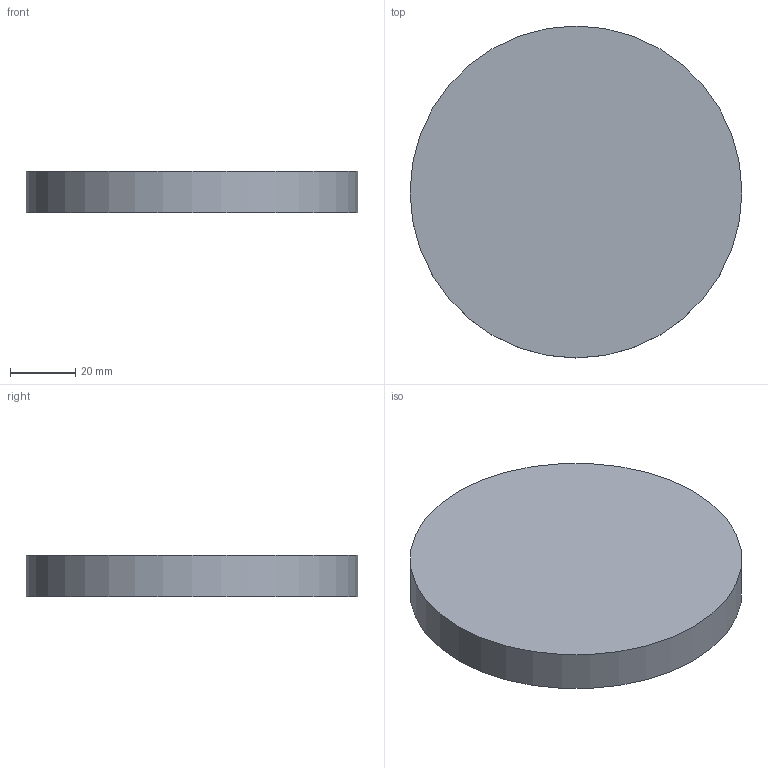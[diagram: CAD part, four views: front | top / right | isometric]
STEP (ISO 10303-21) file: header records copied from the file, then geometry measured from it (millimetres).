
FILE_DESCRIPTION(('WelSim Geometry'),'2;1');
FILE_NAME('Geom12.step','2024-02-28T14:40:46',('WELSIM'),('WelSimulation LLC'), 'Open CASCADE STEP processor 7.5','WelSim28','Unknown');
FILE_SCHEMA(('AUTOMOTIVE_DESIGN { 1 0 10303 214 1 1 1 1 }'));
Length unit declared in the file: millimetre
Products named in the file (1): Part 1
Bounding box: 101.6 x 101.6 x 12.7 mm (x, y, z)
Volume: 102963 mm3; surface area: 20268.3 mm2
Topology: 1 solids, 1 shells, 3 faces, 3 edges, 2 vertices
Faces by surface type: plane 2, cylinder 1
Full cylindrical faces by diameter (mm): 101.6 x1
Entity records: 107 total; most frequent: DIRECTION 18, CARTESIAN_POINT 16, AXIS2_PLACEMENT_3D 6, ORIENTED_EDGE 6, PCURVE 6, DEFINITIONAL_REPRESENTATION 6, CIRCLE 4, LINE 4
